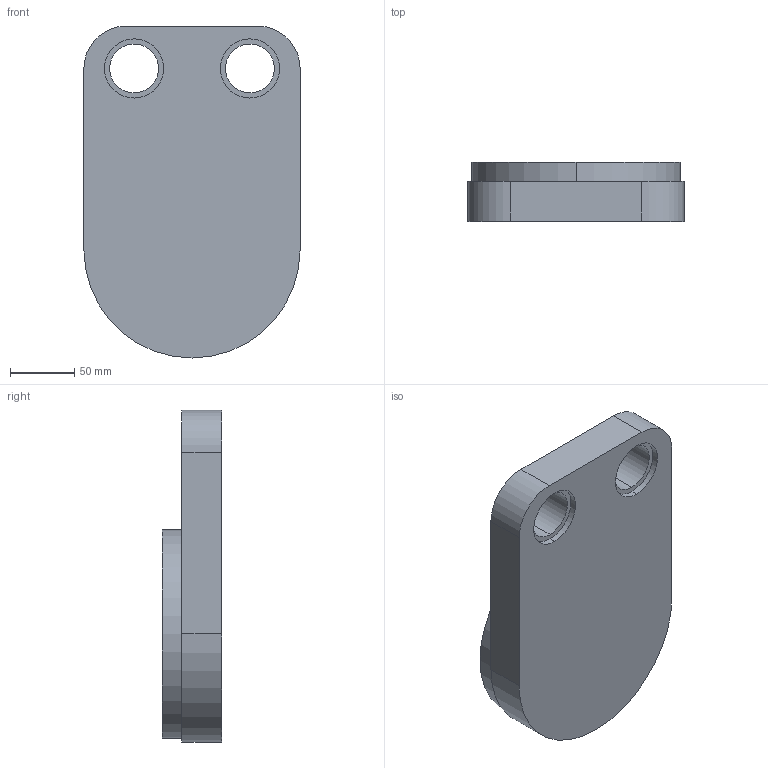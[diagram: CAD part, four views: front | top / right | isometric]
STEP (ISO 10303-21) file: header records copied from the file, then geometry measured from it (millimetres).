
FILE_DESCRIPTION (( 'STEP AP214' ), '1' );
FILE_NAME ('Flasque haute OVBT.STEP', '2021-08-19T10:56:02', ( '' ), ( '' ), 'SwSTEP 2.0', 'SolidWorks 2014', '' );
FILE_SCHEMA (( 'AUTOMOTIVE_DESIGN' ));
Length unit declared in the file: millimetre
Products named in the file (1): Flasque haute OVBT
Bounding box: 168 x 46 x 258 mm (x, y, z)
Volume: 1463330.2 mm3; surface area: 114546.5 mm2
Topology: 1 solids, 1 shells, 28 faces, 63 edges, 42 vertices
Faces by surface type: cylinder 18, plane 10
Entity records: 845 total; most frequent: DIRECTION 157, CARTESIAN_POINT 134, ORIENTED_EDGE 126, AXIS2_PLACEMENT_3D 65, EDGE_CURVE 63, VERTEX_POINT 42, EDGE_LOOP 37, CIRCLE 36
